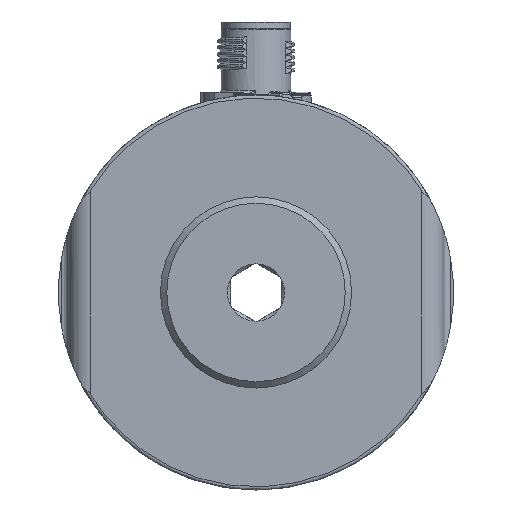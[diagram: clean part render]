
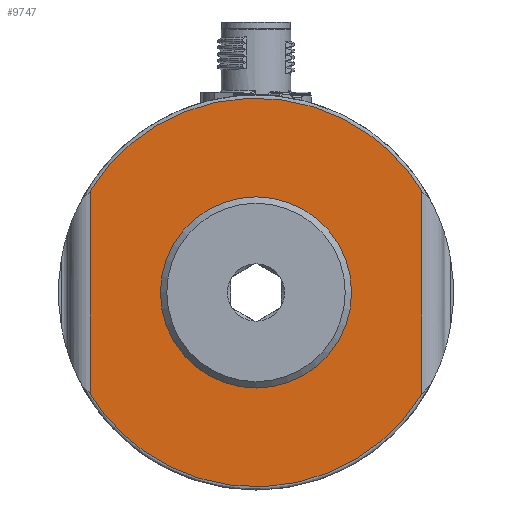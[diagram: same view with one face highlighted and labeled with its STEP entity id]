
A CAD part, front view. The second image highlights one B-rep face of the part: STEP entity #9747.
In plain terms, the highlighted planar face has unit normal (0, -1, 0).
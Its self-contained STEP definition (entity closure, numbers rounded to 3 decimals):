
#15 = EDGE_CURVE ( 'NONE', #11981, #11710, #16399, .T. ) ;
#253 = FACE_OUTER_BOUND ( 'NONE', #17824, .T. ) ;
#347 = ORIENTED_EDGE ( 'NONE', *, *, #15, .F. ) ;
#716 = CARTESIAN_POINT ( 'NONE',  ( 0., 7., -15. ) ) ;
#1259 = EDGE_LOOP ( 'NONE', ( #4393 ) ) ;
#2589 = ORIENTED_EDGE ( 'NONE', *, *, #11654, .F. ) ;
#2635 = CARTESIAN_POINT ( 'NONE',  ( -26., 7., -31. ) ) ;
#3251 = CARTESIAN_POINT ( 'NONE',  ( 31., 7., 0. ) ) ;
#3349 = CARTESIAN_POINT ( 'NONE',  ( -26., 7., -15.945 ) ) ;
#3811 = VERTEX_POINT ( 'NONE', #716 ) ;
#3829 = CARTESIAN_POINT ( 'NONE',  ( -26., 7., 15.945 ) ) ;
#3986 = CARTESIAN_POINT ( 'NONE',  ( -26., 7., 15.945 ) ) ;
#4393 = ORIENTED_EDGE ( 'NONE', *, *, #14294, .T. ) ;
#4506 = VECTOR ( 'NONE', #12595, 1000. ) ;
#4793 = AXIS2_PLACEMENT_3D ( 'NONE', #11738, #6106, #13246 ) ;
#5516 = CARTESIAN_POINT ( 'NONE',  ( -12.71, 7., 37.615 ) ) ;
#5636 = LINE ( 'NONE', #11363, #4506 ) ;
#5948 = CARTESIAN_POINT ( 'NONE',  ( 26., 7., -15.945 ) ) ;
#5978 = PLANE ( 'NONE',  #13422 ) ;
#6106 = DIRECTION ( 'NONE',  ( 0., 1., 0. ) ) ;
#6249 = FACE_BOUND ( 'NONE', #1259, .T. ) ;
#7460 = CARTESIAN_POINT ( 'NONE',  ( 26., 7., -15.945 ) ) ;
#7945 = CARTESIAN_POINT ( 'NONE',  ( 26., 7., 15.945 ) ) ;
#8448 = ORIENTED_EDGE ( 'NONE', *, *, #12964, .F. ) ;
#8853 = CARTESIAN_POINT ( 'NONE',  ( 12.71, 7., -37.615 ) ) ;
#8969 = DIRECTION ( 'NONE',  ( 0., 0., -1. ) ) ;
#9184 = VECTOR ( 'NONE', #9662, 1000. ) ;
#9349 = VERTEX_POINT ( 'NONE', #7945 ) ;
#9662 = DIRECTION ( 'NONE',  ( 0., 0., 1. ) ) ;
#9747 = ADVANCED_FACE ( 'NONE', ( #6249, #253 ), #5978, .T. ) ;
#9885 = CARTESIAN_POINT ( 'NONE',  ( -26., 7., -15.945 ) ) ;
#9908 = VERTEX_POINT ( 'NONE', #3986 ) ;
#10566 = ORIENTED_EDGE ( 'NONE', *, *, #14216, .F. ) ;
#10860 = CARTESIAN_POINT ( 'NONE',  ( 12.71, 7., 37.615 ) ) ;
#10955 = CARTESIAN_POINT ( 'NONE',  ( 26., 7., 15.945 ) ) ;
#11363 = CARTESIAN_POINT ( 'NONE',  ( 26., 7., 0. ) ) ;
#11654 = EDGE_CURVE ( 'NONE', #11710, #9908, #12585, .T. ) ;
#11710 = VERTEX_POINT ( 'NONE', #3349 ) ;
#11738 = CARTESIAN_POINT ( 'NONE',  ( 0., 7., 0. ) ) ;
#11981 = VERTEX_POINT ( 'NONE', #7460 ) ;
#12585 = LINE ( 'NONE', #2635, #9184 ) ;
#12595 = DIRECTION ( 'NONE',  ( 0., 0., -1. ) ) ;
#12895 = CIRCLE ( 'NONE', #4793, 15. ) ;
#12964 = EDGE_CURVE ( 'NONE', #9908, #9349, #15816, .T. ) ;
#13183 = CARTESIAN_POINT ( 'NONE',  ( -12.71, 7., -37.615 ) ) ;
#13246 = DIRECTION ( 'NONE',  ( 0., 0., -1. ) ) ;
#13422 = AXIS2_PLACEMENT_3D ( 'NONE', #3251, #17435, #8969 ) ;
#14216 = EDGE_CURVE ( 'NONE', #9349, #11981, #5636, .T. ) ;
#14294 = EDGE_CURVE ( 'NONE', #3811, #3811, #12895, .T. ) ;
#15816 =( BOUNDED_CURVE ( )  B_SPLINE_CURVE ( 3, ( #3829, #5516, #10860, #10955 ),
 .UNSPECIFIED., .F., .T. ) 
 B_SPLINE_CURVE_WITH_KNOTS ( ( 4, 4 ),
 ( 0., 1. ),
 .UNSPECIFIED. ) 
 CURVE ( )  GEOMETRIC_REPRESENTATION_ITEM ( )  RATIONAL_B_SPLINE_CURVE ( ( 1., 0.682, 0.682, 1. ) ) 
 REPRESENTATION_ITEM ( '' )  );
#16399 =( BOUNDED_CURVE ( )  B_SPLINE_CURVE ( 3, ( #5948, #8853, #13183, #9885 ),
 .UNSPECIFIED., .F., .F. ) 
 B_SPLINE_CURVE_WITH_KNOTS ( ( 4, 4 ),
 ( 0., 1. ),
 .UNSPECIFIED. ) 
 CURVE ( )  GEOMETRIC_REPRESENTATION_ITEM ( )  RATIONAL_B_SPLINE_CURVE ( ( 1., 0.682, 0.682, 1. ) ) 
 REPRESENTATION_ITEM ( '' )  );
#17435 = DIRECTION ( 'NONE',  ( 0., -1., 0. ) ) ;
#17824 = EDGE_LOOP ( 'NONE', ( #8448, #2589, #347, #10566 ) ) ;
